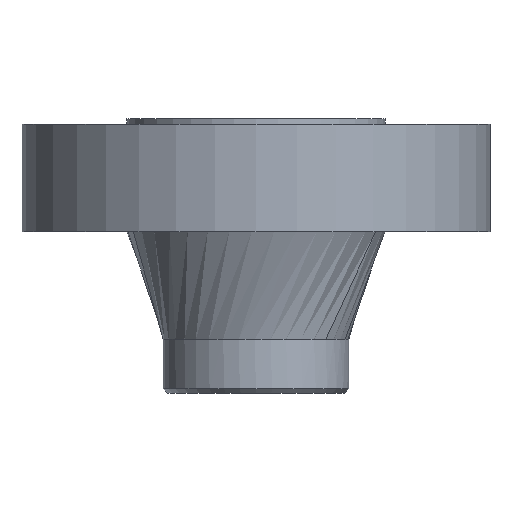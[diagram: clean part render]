
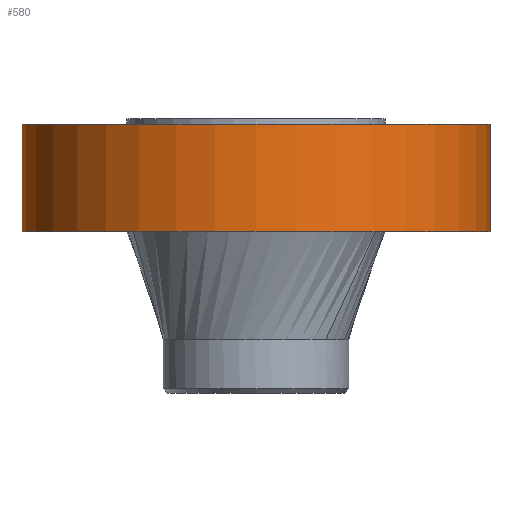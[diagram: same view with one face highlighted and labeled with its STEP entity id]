
A CAD part, front view. The second image highlights one B-rep face of the part: STEP entity #580.
In plain terms, the highlighted cylindrical face has radius 276.225 mm (diameter 552.45 mm), a partial arc.
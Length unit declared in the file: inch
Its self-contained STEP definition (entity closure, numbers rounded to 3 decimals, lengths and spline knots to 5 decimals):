
#10 = ORIENTED_EDGE ( 'NONE', *, *, #569, .F. ) ;
#47 = FACE_OUTER_BOUND ( 'NONE', #61, .T. ) ;
#61 = EDGE_LOOP ( 'NONE', ( #10, #461, #821, #248 ) ) ;
#80 = VERTEX_POINT ( 'NONE', #703 ) ;
#146 = CIRCLE ( 'NONE', #1125, 10.875 ) ;
#248 = ORIENTED_EDGE ( 'NONE', *, *, #537, .F. ) ;
#254 = CYLINDRICAL_SURFACE ( 'NONE', #322, 10.875 ) ;
#263 = LINE ( 'NONE', #1134, #1369 ) ;
#322 = AXIS2_PLACEMENT_3D ( 'NONE', #591, #1126, #822 ) ;
#336 = DIRECTION ( 'NONE',  ( 0., 0., 1. ) ) ;
#343 = AXIS2_PLACEMENT_3D ( 'NONE', #718, #943, #1057 ) ;
#378 = VERTEX_POINT ( 'NONE', #770 ) ;
#439 = VECTOR ( 'NONE', #1167, 39.37008 ) ;
#461 = ORIENTED_EDGE ( 'NONE', *, *, #1208, .F. ) ;
#537 = EDGE_CURVE ( 'NONE', #378, #1312, #146, .T. ) ;
#569 = EDGE_CURVE ( 'NONE', #80, #378, #263, .T. ) ;
#580 = ADVANCED_FACE ( 'NONE', ( #47 ), #254, .T. ) ;
#591 = CARTESIAN_POINT ( 'NONE',  ( 0., 0., -35.75914 ) ) ;
#608 = CARTESIAN_POINT ( 'NONE',  ( 10.875, 0., -5. ) ) ;
#703 = CARTESIAN_POINT ( 'NONE',  ( -10.875, 0., -5. ) ) ;
#718 = CARTESIAN_POINT ( 'NONE',  ( 0., 0., -5. ) ) ;
#735 = CARTESIAN_POINT ( 'NONE',  ( 10.875, 0., -35.75914 ) ) ;
#770 = CARTESIAN_POINT ( 'NONE',  ( -10.875, 0., 0. ) ) ;
#821 = ORIENTED_EDGE ( 'NONE', *, *, #1184, .T. ) ;
#822 = DIRECTION ( 'NONE',  ( 1., 0., 0. ) ) ;
#838 = DIRECTION ( 'NONE',  ( 1., 0., 0. ) ) ;
#854 = CARTESIAN_POINT ( 'NONE',  ( 10.875, 0., 0. ) ) ;
#865 = VERTEX_POINT ( 'NONE', #608 ) ;
#943 = DIRECTION ( 'NONE',  ( 0., 0., -1. ) ) ;
#1013 = CARTESIAN_POINT ( 'NONE',  ( 0., 0., 0. ) ) ;
#1020 = CIRCLE ( 'NONE', #343, 10.875 ) ;
#1037 = DIRECTION ( 'NONE',  ( 0., 0., 1. ) ) ;
#1057 = DIRECTION ( 'NONE',  ( 1., 0., 0. ) ) ;
#1125 = AXIS2_PLACEMENT_3D ( 'NONE', #1013, #336, #838 ) ;
#1126 = DIRECTION ( 'NONE',  ( 0., 0., 1. ) ) ;
#1134 = CARTESIAN_POINT ( 'NONE',  ( -10.875, 0., -35.75914 ) ) ;
#1167 = DIRECTION ( 'NONE',  ( 0., 0., 1. ) ) ;
#1180 = LINE ( 'NONE', #735, #439 ) ;
#1184 = EDGE_CURVE ( 'NONE', #865, #1312, #1180, .T. ) ;
#1208 = EDGE_CURVE ( 'NONE', #865, #80, #1020, .T. ) ;
#1312 = VERTEX_POINT ( 'NONE', #854 ) ;
#1369 = VECTOR ( 'NONE', #1037, 39.37008 ) ;
